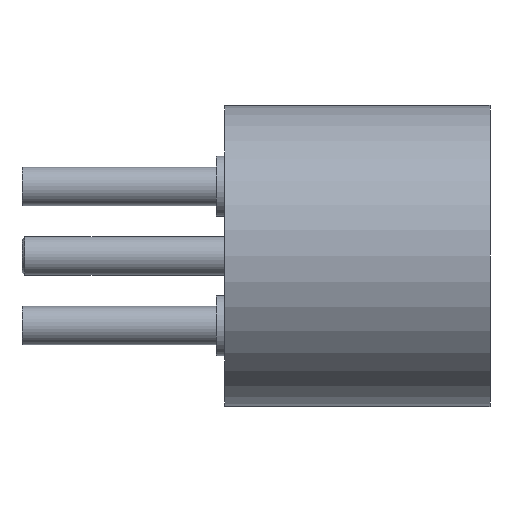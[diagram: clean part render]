
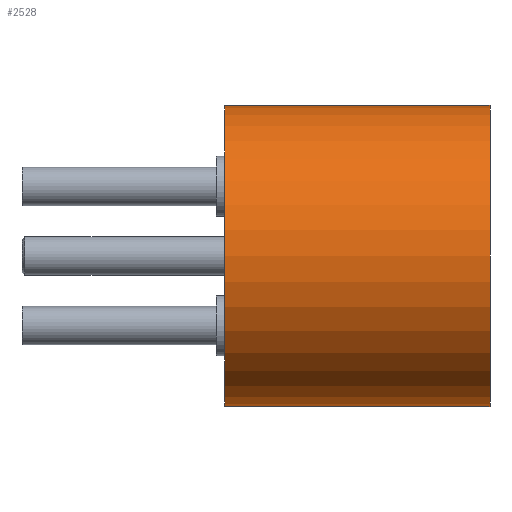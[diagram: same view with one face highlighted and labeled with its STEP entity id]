
A CAD part, front view. The second image highlights one B-rep face of the part: STEP entity #2528.
In plain terms, the highlighted cylindrical face has radius 2.75 mm (diameter 5.5 mm), a partial arc.
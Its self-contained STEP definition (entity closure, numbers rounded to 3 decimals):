
#292 = AXIS2_PLACEMENT_3D ( 'NONE', #534, #2219, #1680 ) ;
#377 = CYLINDRICAL_SURFACE ( 'NONE', #292, 2.75 ) ;
#516 = DIRECTION ( 'NONE',  ( 0., 0., -1. ) ) ;
#522 = LINE ( 'NONE', #2687, #1103 ) ;
#529 = CARTESIAN_POINT ( 'NONE',  ( 0., 0., 0. ) ) ;
#533 = ORIENTED_EDGE ( 'NONE', *, *, #946, .F. ) ;
#534 = CARTESIAN_POINT ( 'NONE',  ( 0., 0., -4.85 ) ) ;
#540 = CARTESIAN_POINT ( 'NONE',  ( 2.75, 0., -4.85 ) ) ;
#559 = CARTESIAN_POINT ( 'NONE',  ( -2.75, 0., 0. ) ) ;
#570 = DIRECTION ( 'NONE',  ( -1., 0., 0. ) ) ;
#888 = VERTEX_POINT ( 'NONE', #2570 ) ;
#946 = EDGE_CURVE ( 'NONE', #1004, #1819, #1860, .T. ) ;
#1004 = VERTEX_POINT ( 'NONE', #1169 ) ;
#1103 = VECTOR ( 'NONE', #516, 1000. ) ;
#1169 = CARTESIAN_POINT ( 'NONE',  ( 2.75, 0., 0. ) ) ;
#1188 = ORIENTED_EDGE ( 'NONE', *, *, #2879, .T. ) ;
#1204 = VECTOR ( 'NONE', #2524, 1000. ) ;
#1512 = AXIS2_PLACEMENT_3D ( 'NONE', #2976, #1525, #2486 ) ;
#1525 = DIRECTION ( 'NONE',  ( 0., 0., -1. ) ) ;
#1680 = DIRECTION ( 'NONE',  ( -1., 0., 0. ) ) ;
#1733 = EDGE_LOOP ( 'NONE', ( #533, #1188, #2654, #2939 ) ) ;
#1819 = VERTEX_POINT ( 'NONE', #540 ) ;
#1860 = LINE ( 'NONE', #2764, #1204 ) ;
#1876 = FACE_OUTER_BOUND ( 'NONE', #1733, .T. ) ;
#1890 = AXIS2_PLACEMENT_3D ( 'NONE', #529, #2728, #570 ) ;
#1958 = CIRCLE ( 'NONE', #1512, 2.75 ) ;
#2211 = EDGE_CURVE ( 'NONE', #2914, #888, #522, .T. ) ;
#2219 = DIRECTION ( 'NONE',  ( 0., 0., -1. ) ) ;
#2361 = EDGE_CURVE ( 'NONE', #1819, #888, #1958, .T. ) ;
#2486 = DIRECTION ( 'NONE',  ( -1., 0., 0. ) ) ;
#2524 = DIRECTION ( 'NONE',  ( 0., 0., -1. ) ) ;
#2528 = ADVANCED_FACE ( 'NONE', ( #1876 ), #377, .T. ) ;
#2570 = CARTESIAN_POINT ( 'NONE',  ( -2.75, 0., -4.85 ) ) ;
#2654 = ORIENTED_EDGE ( 'NONE', *, *, #2211, .T. ) ;
#2687 = CARTESIAN_POINT ( 'NONE',  ( -2.75, 0., -4.85 ) ) ;
#2728 = DIRECTION ( 'NONE',  ( 0., 0., -1. ) ) ;
#2764 = CARTESIAN_POINT ( 'NONE',  ( 2.75, 0., -4.85 ) ) ;
#2879 = EDGE_CURVE ( 'NONE', #1004, #2914, #3085, .T. ) ;
#2914 = VERTEX_POINT ( 'NONE', #559 ) ;
#2939 = ORIENTED_EDGE ( 'NONE', *, *, #2361, .F. ) ;
#2976 = CARTESIAN_POINT ( 'NONE',  ( 0., 0., -4.85 ) ) ;
#3085 = CIRCLE ( 'NONE', #1890, 2.75 ) ;
